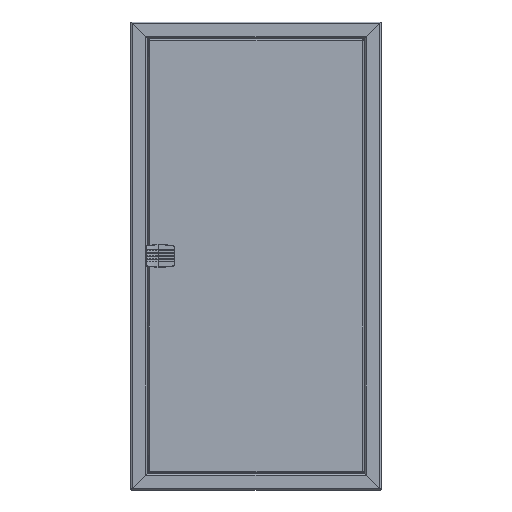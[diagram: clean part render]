
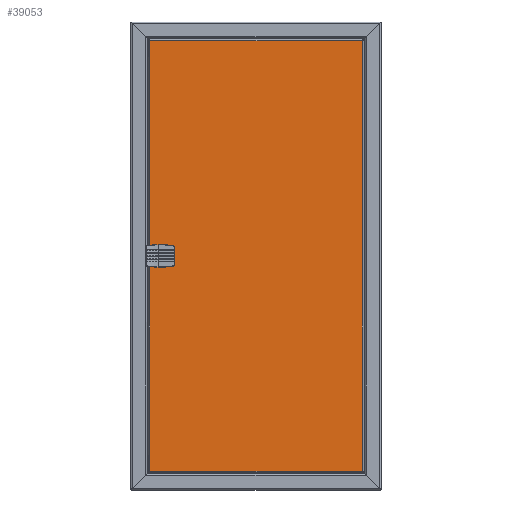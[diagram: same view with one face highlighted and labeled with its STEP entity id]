
A CAD part, top view. The second image highlights one B-rep face of the part: STEP entity #39053.
In plain terms, the highlighted face is planar.
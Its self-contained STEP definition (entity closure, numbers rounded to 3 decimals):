
#4905 = FACE_OUTER_BOUND ( 'NONE', #32437, .T. ) ;
#4930 = FACE_BOUND ( 'NONE', #32691, .T. ) ;
#7584 = ORIENTED_EDGE ( 'NONE', *, *, #35268, .F. ) ;
#7587 = ORIENTED_EDGE ( 'NONE', *, *, #35318, .F. ) ;
#7646 = ORIENTED_EDGE ( 'NONE', *, *, #35295, .F. ) ;
#7649 = ORIENTED_EDGE ( 'NONE', *, *, #35277, .F. ) ;
#7651 = ORIENTED_EDGE ( 'NONE', *, *, #35224, .F. ) ;
#7653 = ORIENTED_EDGE ( 'NONE', *, *, #35321, .T. ) ;
#7658 = ORIENTED_EDGE ( 'NONE', *, *, #35246, .F. ) ;
#7661 = ORIENTED_EDGE ( 'NONE', *, *, #35303, .F. ) ;
#7667 = ORIENTED_EDGE ( 'NONE', *, *, #35291, .F. ) ;
#7675 = ORIENTED_EDGE ( 'NONE', *, *, #35335, .T. ) ;
#7680 = ORIENTED_EDGE ( 'NONE', *, *, #35337, .T. ) ;
#7684 = ORIENTED_EDGE ( 'NONE', *, *, #35245, .F. ) ;
#7685 = ORIENTED_EDGE ( 'NONE', *, *, #35329, .F. ) ;
#7693 = ORIENTED_EDGE ( 'NONE', *, *, #35267, .F. ) ;
#7702 = ORIENTED_EDGE ( 'NONE', *, *, #35233, .F. ) ;
#7703 = ORIENTED_EDGE ( 'NONE', *, *, #35333, .F. ) ;
#15074 = DIRECTION ( 'NONE',  ( -1., 0., 0. ) ) ;
#15080 = DIRECTION ( 'NONE',  ( 0., 0., -1. ) ) ;
#15115 = CARTESIAN_POINT ( 'NONE',  ( -252., 0., -0.8 ) ) ;
#15146 = DIRECTION ( 'NONE',  ( -0.866, -0.5, 0. ) ) ;
#15148 = CARTESIAN_POINT ( 'NONE',  ( -245.501, -8.257, -0.8 ) ) ;
#15179 = CARTESIAN_POINT ( 'NONE',  ( -254.884, 7.996, -0.8 ) ) ;
#15186 = CARTESIAN_POINT ( 'NONE',  ( -246.518, -6.496, -0.8 ) ) ;
#15192 = DIRECTION ( 'NONE',  ( 0.5, -0.866, 0. ) ) ;
#15196 = DIRECTION ( 'NONE',  ( 0.5, -0.866, 0. ) ) ;
#15267 = DIRECTION ( 'NONE',  ( 0., 1., 0. ) ) ;
#15285 = CARTESIAN_POINT ( 'NONE',  ( -252., 0., -0.8 ) ) ;
#15286 = DIRECTION ( 'NONE',  ( 0., 0., -1. ) ) ;
#15289 = DIRECTION ( 'NONE',  ( -1., 0., 0. ) ) ;
#15315 = CARTESIAN_POINT ( 'NONE',  ( -258.7, -5.231, -0.8 ) ) ;
#15322 = CARTESIAN_POINT ( 'NONE',  ( -255.901, 9.757, -0.8 ) ) ;
#15325 = DIRECTION ( 'NONE',  ( 0.866, 0.5, 0. ) ) ;
#15381 = DIRECTION ( 'NONE',  ( -0.5, 0.866, 0. ) ) ;
#15412 = CARTESIAN_POINT ( 'NONE',  ( -257.482, 6.496, -0.8 ) ) ;
#15426 = DIRECTION ( 'NONE',  ( 1., 0., 0. ) ) ;
#15428 = DIRECTION ( 'NONE',  ( -1., 0., 0. ) ) ;
#15435 = CARTESIAN_POINT ( 'NONE',  ( -267., -266.9, -0.8 ) ) ;
#15442 = DIRECTION ( 'NONE',  ( 0., 0., -1. ) ) ;
#15460 = CARTESIAN_POINT ( 'NONE',  ( -252., 0., -0.8 ) ) ;
#15467 = CARTESIAN_POINT ( 'NONE',  ( -252., 0., -0.8 ) ) ;
#15468 = DIRECTION ( 'NONE',  ( 0., 0., -1. ) ) ;
#15469 = DIRECTION ( 'NONE',  ( -1., 0., 0. ) ) ;
#15514 = CARTESIAN_POINT ( 'NONE',  ( -249.116, -7.996, -0.8 ) ) ;
#15518 = DIRECTION ( 'NONE',  ( -0.5, 0.866, 0. ) ) ;
#15519 = DIRECTION ( 'NONE',  ( 0., -1., 0. ) ) ;
#15520 = CARTESIAN_POINT ( 'NONE',  ( -267., 266.9, -0.8 ) ) ;
#15525 = DIRECTION ( 'NONE',  ( 0., 1., 0. ) ) ;
#15528 = CARTESIAN_POINT ( 'NONE',  ( -265.4, -1342.5, -0.8 ) ) ;
#15546 = CARTESIAN_POINT ( 'NONE',  ( -245.3, -5.231, -0.8 ) ) ;
#15559 = DIRECTION ( 'NONE',  ( 0., -1., 0. ) ) ;
#15578 = DIRECTION ( 'NONE',  ( 1., 0., 0. ) ) ;
#15607 = CARTESIAN_POINT ( 'NONE',  ( -1.6, 268.5, -0.8 ) ) ;
#17068 = DIRECTION ( 'NONE',  ( 0., 0., 1. ) ) ;
#17070 = CARTESIAN_POINT ( 'NONE',  ( 0., 0., -0.8 ) ) ;
#17080 = PLANE ( 'NONE',  #37347 ) ;
#17081 = DIRECTION ( 'NONE',  ( 1., 0., 0. ) ) ;
#19676 = CIRCLE ( 'NONE', #36752, 8.5 ) ;
#19688 = LINE ( 'NONE', #15179, #19689 ) ;
#19689 = VECTOR ( 'NONE', #15196, 1000. ) ;
#19692 = LINE ( 'NONE', #15315, #19716 ) ;
#19706 = CIRCLE ( 'NONE', #36926, 8.5 ) ;
#19707 = LINE ( 'NONE', #15322, #19736 ) ;
#19710 = VECTOR ( 'NONE', #15146, 1000. ) ;
#19716 = VECTOR ( 'NONE', #15267, 1000. ) ;
#19722 = VECTOR ( 'NONE', #15192, 1000. ) ;
#19725 = LINE ( 'NONE', #15148, #19710 ) ;
#19727 = LINE ( 'NONE', #15186, #19722 ) ;
#19736 = VECTOR ( 'NONE', #15325, 1000. ) ;
#19740 = VECTOR ( 'NONE', #15525, 1000. ) ;
#19742 = LINE ( 'NONE', #15514, #19800 ) ;
#19743 = LINE ( 'NONE', #15520, #19748 ) ;
#19744 = LINE ( 'NONE', #15607, #19746 ) ;
#19745 = LINE ( 'NONE', #15528, #19740 ) ;
#19746 = VECTOR ( 'NONE', #15559, 1000. ) ;
#19748 = VECTOR ( 'NONE', #15578, 1000. ) ;
#19755 = LINE ( 'NONE', #15435, #19785 ) ;
#19761 = CIRCLE ( 'NONE', #36897, 8.5 ) ;
#19769 = CIRCLE ( 'NONE', #36895, 8.5 ) ;
#19778 = VECTOR ( 'NONE', #15519, 1000. ) ;
#19781 = LINE ( 'NONE', #15412, #19786 ) ;
#19785 = VECTOR ( 'NONE', #15426, 1000. ) ;
#19786 = VECTOR ( 'NONE', #15381, 1000. ) ;
#19796 = LINE ( 'NONE', #15546, #19778 ) ;
#19800 = VECTOR ( 'NONE', #15518, 1000. ) ;
#22222 = CARTESIAN_POINT ( 'NONE',  ( -249.116, -7.996, -0.8 ) ) ;
#22255 = CARTESIAN_POINT ( 'NONE',  ( -245.3, -5.231, -0.8 ) ) ;
#22256 = CARTESIAN_POINT ( 'NONE',  ( -245.3, 5.231, -0.8 ) ) ;
#22268 = CARTESIAN_POINT ( 'NONE',  ( -258.499, 8.257, -0.8 ) ) ;
#22296 = CARTESIAN_POINT ( 'NONE',  ( -246.518, -6.496, -0.8 ) ) ;
#22297 = CARTESIAN_POINT ( 'NONE',  ( -258.7, -5.231, -0.8 ) ) ;
#22313 = CARTESIAN_POINT ( 'NONE',  ( -257.482, 6.496, -0.8 ) ) ;
#22326 = CARTESIAN_POINT ( 'NONE',  ( -1.6, -266.9, -0.8 ) ) ;
#22334 = CARTESIAN_POINT ( 'NONE',  ( -245.501, -8.257, -0.8 ) ) ;
#22338 = CARTESIAN_POINT ( 'NONE',  ( -255.901, 9.757, -0.8 ) ) ;
#22351 = CARTESIAN_POINT ( 'NONE',  ( -254.884, 7.996, -0.8 ) ) ;
#22366 = CARTESIAN_POINT ( 'NONE',  ( -248.099, -9.757, -0.8 ) ) ;
#22369 = CARTESIAN_POINT ( 'NONE',  ( -258.7, 5.231, -0.8 ) ) ;
#22406 = CARTESIAN_POINT ( 'NONE',  ( -1.6, 266.9, -0.8 ) ) ;
#22449 = CARTESIAN_POINT ( 'NONE',  ( -265.4, -266.9, -0.8 ) ) ;
#22481 = CARTESIAN_POINT ( 'NONE',  ( -265.4, 266.9, -0.8 ) ) ;
#31650 = VERTEX_POINT ( 'NONE', #22268 ) ;
#31679 = VERTEX_POINT ( 'NONE', #22255 ) ;
#31684 = VERTEX_POINT ( 'NONE', #22256 ) ;
#31707 = VERTEX_POINT ( 'NONE', #22222 ) ;
#31715 = VERTEX_POINT ( 'NONE', #22297 ) ;
#31721 = VERTEX_POINT ( 'NONE', #22313 ) ;
#31726 = VERTEX_POINT ( 'NONE', #22296 ) ;
#31739 = VERTEX_POINT ( 'NONE', #22326 ) ;
#31754 = VERTEX_POINT ( 'NONE', #22366 ) ;
#31759 = VERTEX_POINT ( 'NONE', #22338 ) ;
#31760 = VERTEX_POINT ( 'NONE', #22351 ) ;
#31768 = VERTEX_POINT ( 'NONE', #22334 ) ;
#31769 = VERTEX_POINT ( 'NONE', #22369 ) ;
#31787 = VERTEX_POINT ( 'NONE', #22481 ) ;
#31795 = VERTEX_POINT ( 'NONE', #22449 ) ;
#31805 = VERTEX_POINT ( 'NONE', #22406 ) ;
#32437 = EDGE_LOOP ( 'NONE', ( #7675, #7646, #7653, #7680 ) ) ;
#32691 = EDGE_LOOP ( 'NONE', ( #7703, #7661, #7658, #7649, #7667, #7587, #7693, #7584, #7685, #7702, #7684, #7651 ) ) ;
#35224 = EDGE_CURVE ( 'NONE', #31679, #31726, #19676, .T. ) ;
#35233 = EDGE_CURVE ( 'NONE', #31768, #31754, #19725, .T. ) ;
#35245 = EDGE_CURVE ( 'NONE', #31726, #31768, #19727, .T. ) ;
#35246 = EDGE_CURVE ( 'NONE', #31759, #31760, #19688, .T. ) ;
#35267 = EDGE_CURVE ( 'NONE', #31715, #31769, #19692, .T. ) ;
#35268 = EDGE_CURVE ( 'NONE', #31707, #31715, #19706, .T. ) ;
#35277 = EDGE_CURVE ( 'NONE', #31650, #31759, #19707, .T. ) ;
#35291 = EDGE_CURVE ( 'NONE', #31721, #31650, #19781, .T. ) ;
#35295 = EDGE_CURVE ( 'NONE', #31795, #31739, #19755, .T. ) ;
#35303 = EDGE_CURVE ( 'NONE', #31760, #31684, #19761, .T. ) ;
#35318 = EDGE_CURVE ( 'NONE', #31769, #31721, #19769, .T. ) ;
#35321 = EDGE_CURVE ( 'NONE', #31795, #31787, #19745, .T. ) ;
#35329 = EDGE_CURVE ( 'NONE', #31754, #31707, #19742, .T. ) ;
#35333 = EDGE_CURVE ( 'NONE', #31684, #31679, #19796, .T. ) ;
#35335 = EDGE_CURVE ( 'NONE', #31805, #31739, #19744, .T. ) ;
#35337 = EDGE_CURVE ( 'NONE', #31787, #31805, #19743, .T. ) ;
#36752 = AXIS2_PLACEMENT_3D ( 'NONE', #15115, #15080, #15074 ) ;
#36895 = AXIS2_PLACEMENT_3D ( 'NONE', #15467, #15468, #15469 ) ;
#36897 = AXIS2_PLACEMENT_3D ( 'NONE', #15460, #15442, #15428 ) ;
#36926 = AXIS2_PLACEMENT_3D ( 'NONE', #15285, #15286, #15289 ) ;
#37347 = AXIS2_PLACEMENT_3D ( 'NONE', #17070, #17068, #17081 ) ;
#39053 = ADVANCED_FACE ( 'NONE', ( #4930, #4905 ), #17080, .F. ) ;
